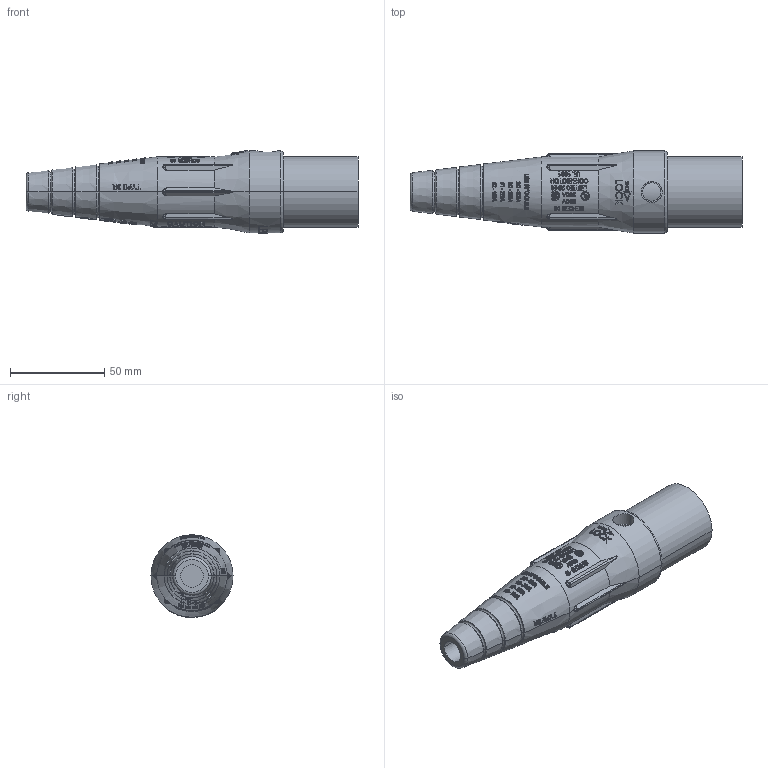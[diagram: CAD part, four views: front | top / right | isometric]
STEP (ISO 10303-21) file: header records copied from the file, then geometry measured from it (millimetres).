
FILE_DESCRIPTION (( 'STEP AP214' ), '1' );
FILE_NAME ('ORC6183-M01.STEP', '2025-03-14T19:42:34', ( '' ), ( '' ), 'SwSTEP 2.0', 'SolidWorks 2024', '' );
FILE_SCHEMA (( 'AUTOMOTIVE_DESIGN' ));
Length unit declared in the file: inch
Products named in the file (1): ORC6183-M01
Bounding box: 176.45 x 43.64 x 44.09 mm (x, y, z)
Volume: 143441.9 mm3; surface area: 27906.7 mm2
Topology: 1 solids, 1 shells, 2747 faces, 7293 edges, 4835 vertices
Faces by surface type: plane 1414, bspline 940, cylinder 209, cone 168, torus 16
Entity records: 130961 total; most frequent: CARTESIAN_POINT 70494, ORIENTED_EDGE 14550, DIRECTION 9271, EDGE_CURVE 7275, VERTEX_POINT 4835, AXIS2_PLACEMENT_3D 3095, LINE 3081, VECTOR 3081
